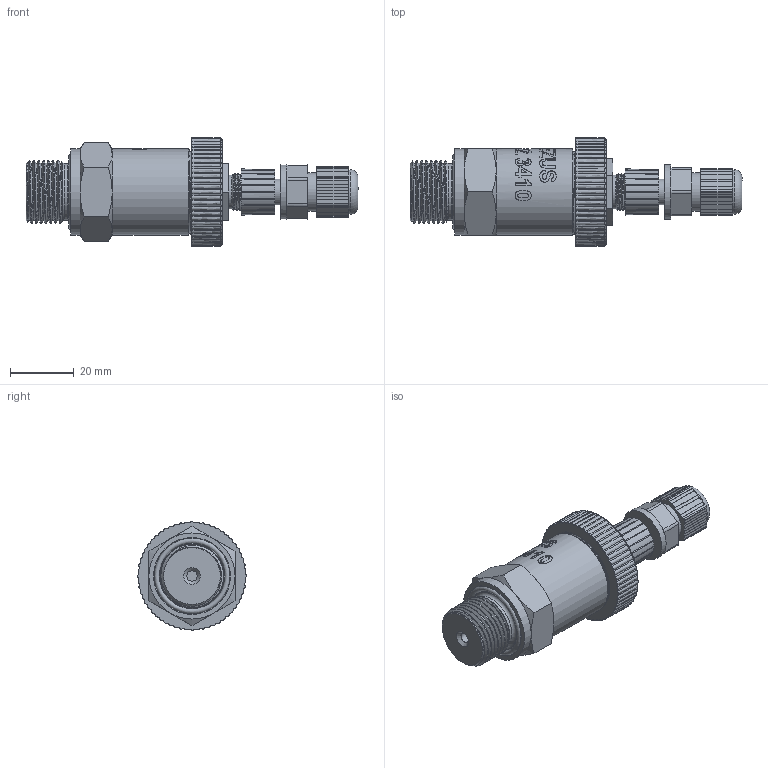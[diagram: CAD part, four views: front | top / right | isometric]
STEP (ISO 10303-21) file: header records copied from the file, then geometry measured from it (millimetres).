
FILE_DESCRIPTION(/* description */ (''),/* implementation_level */ '2;1');
FILE_NAME(/* name */ 'APZ3410_1_M12x1-straight.step',/* time_stamp */ '2021-06-17T12:45:48+03:00',/* author */ (''),/* organization */ (''),/* preprocessor_version */ 'ST-DEVELOPER v18.1',/* originating_system */ 'Autodesk Translation Framework v10.9.0.1377',/* authorisation */ '');
FILE_SCHEMA (('AUTOMOTIVE_DESIGN { 1 0 10303 214 3 1 1 }'));
Products named in the file (6): APZ3410_x_y; OMAL nut M27x1.5 v8; M12x1 male v16; Ш100.000.002 v4; M12x1 female straight v9; М20х1,5 DIN
Assembly tree (5 placements, depth 2):
  APZ3410_x_y
    OMAL nut M27x1.5 v8
    M12x1 male v16
    Ш100.000.002 v4
    M12x1 female straight v9
    М20х1,5 DIN
Bounding box: 104.05 x 34 x 34 mm (x, y, z)
Volume: 42048.2 mm3; surface area: 18675.9 mm2
Topology: 17 solids, 17 shells, 917 faces, 2546 edges, 1703 vertices
Faces by surface type: bspline 450, plane 261, cylinder 147, cone 48, torus 11
Full cylindrical faces by diameter (mm): 1 x12, 1.5 x4, 3.3 x1, 7.3 x1, 8 x3, 8.2 x1, 10.293 x1, 10.6 x2, 10.741 x6, 11.884 x5, 12 x1, 14 x2, 14.137 x4, 14.526 x3, 15.85 x3, 16.203 x3, 17 x1, 17.8 x1, 18.137 x6, 19.85 x5, 20.5 x1, 21.4 x2, 22.3 x1, 23.7 x1, 24.5 x1, 25.132 x4, 25.526 x4, 26.85 x3, 27 x2, 27.208 x5
Entity records: 52141 total; most frequent: CARTESIAN_POINT 32111, ORIENTED_EDGE 5092, EDGE_CURVE 2546, DIRECTION 2531, VERTEX_POINT 1703, B_SPLINE_CURVE_WITH_KNOTS 1199, EDGE_LOOP 975, LINE 951
